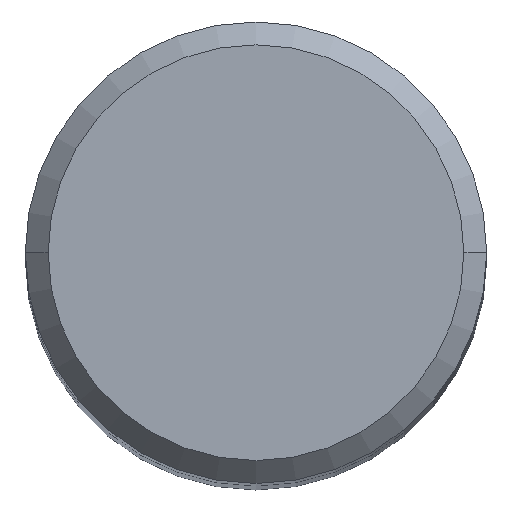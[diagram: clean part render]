
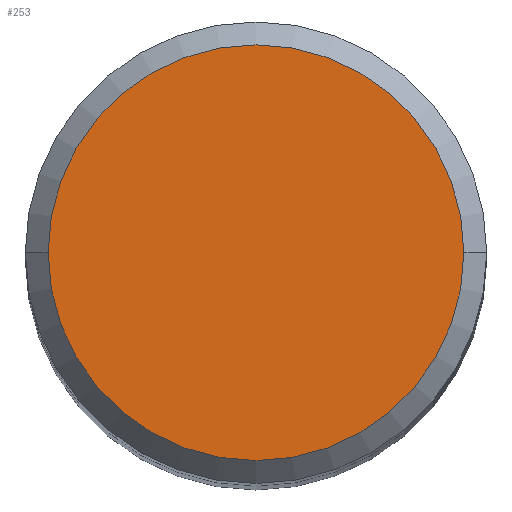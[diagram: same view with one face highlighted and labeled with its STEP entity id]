
A CAD part, top view. The second image highlights one B-rep face of the part: STEP entity #253.
In plain terms, the highlighted planar face has unit normal (0, 0, 1).
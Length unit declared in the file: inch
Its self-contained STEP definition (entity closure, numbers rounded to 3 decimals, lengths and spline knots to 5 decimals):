
#18 = CARTESIAN_POINT ( 'NONE',  ( 0., 0., 0. ) ) ;
#25 = AXIS2_PLACEMENT_3D ( 'NONE', #192, #307, #45 ) ;
#45 = DIRECTION ( 'NONE',  ( 1., 0., 0. ) ) ;
#106 = DIRECTION ( 'NONE',  ( 1., 0., 0. ) ) ;
#136 = CARTESIAN_POINT ( 'NONE',  ( 0.2837, 0., 0. ) ) ;
#138 = DIRECTION ( 'NONE',  ( 0., 0., 1. ) ) ;
#192 = CARTESIAN_POINT ( 'NONE',  ( 0., 0., 0. ) ) ;
#194 = CARTESIAN_POINT ( 'NONE',  ( -0.2837, 0., 0. ) ) ;
#232 = VERTEX_POINT ( 'NONE', #136 ) ;
#250 = EDGE_CURVE ( 'NONE', #232, #300, #334, .T. ) ;
#253 = ADVANCED_FACE ( 'NONE', ( #342 ), #318, .F. ) ;
#258 = ORIENTED_EDGE ( 'NONE', *, *, #250, .T. ) ;
#259 = EDGE_LOOP ( 'NONE', ( #360, #258 ) ) ;
#271 = AXIS2_PLACEMENT_3D ( 'NONE', #376, #138, #106 ) ;
#288 = DIRECTION ( 'NONE',  ( 0., 0., -1. ) ) ;
#300 = VERTEX_POINT ( 'NONE', #194 ) ;
#305 = EDGE_CURVE ( 'NONE', #300, #232, #347, .T. ) ;
#307 = DIRECTION ( 'NONE',  ( 0., 0., 1. ) ) ;
#317 = DIRECTION ( 'NONE',  ( -1., 0., 0. ) ) ;
#318 = PLANE ( 'NONE',  #339 ) ;
#334 = CIRCLE ( 'NONE', #25, 0.2837 ) ;
#339 = AXIS2_PLACEMENT_3D ( 'NONE', #18, #288, #317 ) ;
#342 = FACE_OUTER_BOUND ( 'NONE', #259, .T. ) ;
#347 = CIRCLE ( 'NONE', #271, 0.2837 ) ;
#360 = ORIENTED_EDGE ( 'NONE', *, *, #305, .T. ) ;
#376 = CARTESIAN_POINT ( 'NONE',  ( 0., 0., 0. ) ) ;
